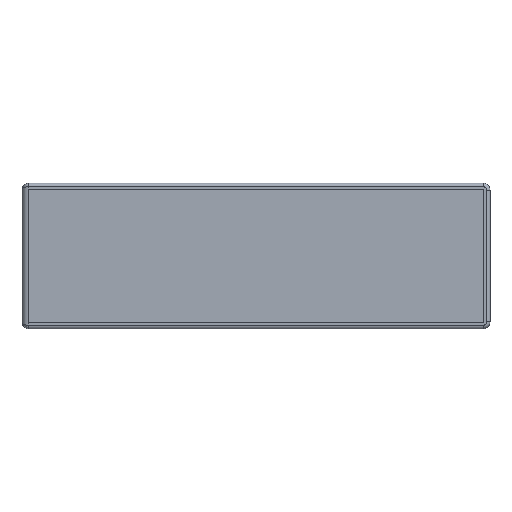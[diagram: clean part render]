
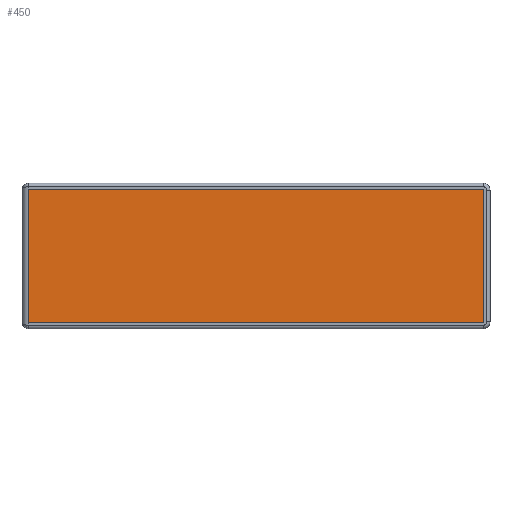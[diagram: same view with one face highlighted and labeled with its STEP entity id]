
A CAD part, top view. The second image highlights one B-rep face of the part: STEP entity #450.
In plain terms, the highlighted planar face has unit normal (0, 0, 1).
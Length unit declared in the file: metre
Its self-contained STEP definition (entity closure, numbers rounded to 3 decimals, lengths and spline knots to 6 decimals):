
#104=ORIENTED_EDGE('',*,*,#224,.F.);
#105=ORIENTED_EDGE('',*,*,#225,.T.);
#106=ORIENTED_EDGE('',*,*,#181,.T.);
#107=ORIENTED_EDGE('',*,*,#226,.F.);
#108=ORIENTED_EDGE('',*,*,#220,.F.);
#109=ORIENTED_EDGE('',*,*,#213,.F.);
#110=ORIENTED_EDGE('',*,*,#216,.T.);
#111=ORIENTED_EDGE('',*,*,#218,.T.);
#181=EDGE_CURVE('',#248,#247,#287,.T.);
#213=EDGE_CURVE('',#275,#272,#313,.T.);
#216=EDGE_CURVE('',#275,#276,#315,.T.);
#218=EDGE_CURVE('',#276,#277,#317,.T.);
#220=EDGE_CURVE('',#272,#278,#318,.T.);
#224=EDGE_CURVE('',#281,#277,#322,.T.);
#225=EDGE_CURVE('',#281,#248,#323,.T.);
#226=EDGE_CURVE('',#278,#247,#324,.T.);
#247=VERTEX_POINT('',#671);
#248=VERTEX_POINT('',#673);
#272=VERTEX_POINT('',#732);
#275=VERTEX_POINT('',#737);
#276=VERTEX_POINT('',#742);
#277=VERTEX_POINT('',#746);
#278=VERTEX_POINT('',#751);
#281=VERTEX_POINT('',#757);
#287=LINE('',#672,#333);
#313=LINE('',#738,#359);
#315=LINE('',#743,#361);
#317=LINE('',#747,#363);
#318=LINE('',#750,#364);
#322=LINE('',#758,#368);
#323=LINE('',#760,#369);
#324=LINE('',#761,#370);
#333=VECTOR('',#532,1.);
#359=VECTOR('',#582,1.);
#361=VECTOR('',#588,1.);
#363=VECTOR('',#592,1.);
#364=VECTOR('',#597,1.);
#368=VECTOR('',#601,1.);
#369=VECTOR('',#604,1.);
#370=VECTOR('',#605,1.);
#384=EDGE_LOOP('',(#104,#105,#106,#107,#108,#109,#110,#111));
#410=FACE_BOUND('',#384,.T.);
#436=PLANE('',#497);
#450=ADVANCED_FACE('',(#410),#436,.T.);
#497=AXIS2_PLACEMENT_3D('',#759,#602,#603);
#532=DIRECTION('',(-1.,0.,0.));
#582=DIRECTION('',(0.,1.,0.));
#588=DIRECTION('',(1.,0.,0.));
#592=DIRECTION('',(0.,1.,0.));
#597=DIRECTION('',(1.,0.,0.));
#601=DIRECTION('',(1.,0.,0.));
#602=DIRECTION('',(0.,0.,1.));
#603=DIRECTION('',(1.,0.,0.));
#604=DIRECTION('',(0.,1.,0.));
#605=DIRECTION('',(0.,1.,0.));
#671=CARTESIAN_POINT('',(-0.165307,0.053,0.0074));
#672=CARTESIAN_POINT('',(-0.159057,0.053,0.0074));
#673=CARTESIAN_POINT('',(-0.152807,0.053,0.0074));
#732=CARTESIAN_POINT('',(-0.165807,0.0485,0.0074));
#737=CARTESIAN_POINT('',(-0.165807,-0.0485,0.0074));
#738=CARTESIAN_POINT('',(-0.165807,0.,0.0074));
#742=CARTESIAN_POINT('',(0.165807,-0.0485,0.0074));
#743=CARTESIAN_POINT('',(0.,-0.0485,0.0074));
#746=CARTESIAN_POINT('',(0.165807,0.0485,0.0074));
#747=CARTESIAN_POINT('',(0.165807,0.,0.0074));
#750=CARTESIAN_POINT('',(0.,0.0485,0.0074));
#751=CARTESIAN_POINT('',(-0.165307,0.0485,0.0074));
#757=CARTESIAN_POINT('',(-0.152807,0.0485,0.0074));
#758=CARTESIAN_POINT('',(0.,0.0485,0.0074));
#759=CARTESIAN_POINT('',(0.,0.,0.0074));
#760=CARTESIAN_POINT('',(-0.152807,0.028,0.0074));
#761=CARTESIAN_POINT('',(-0.165307,0.028,0.0074));
